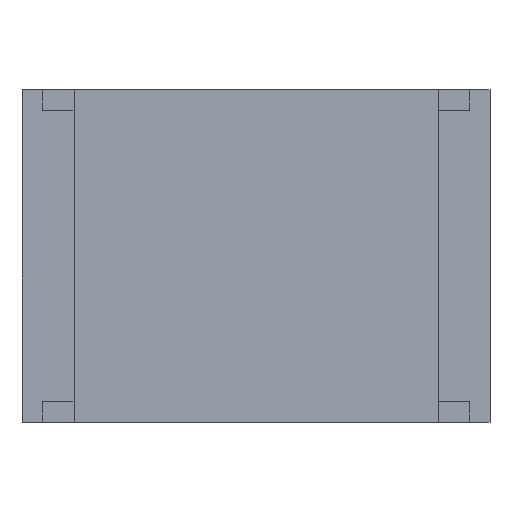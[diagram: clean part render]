
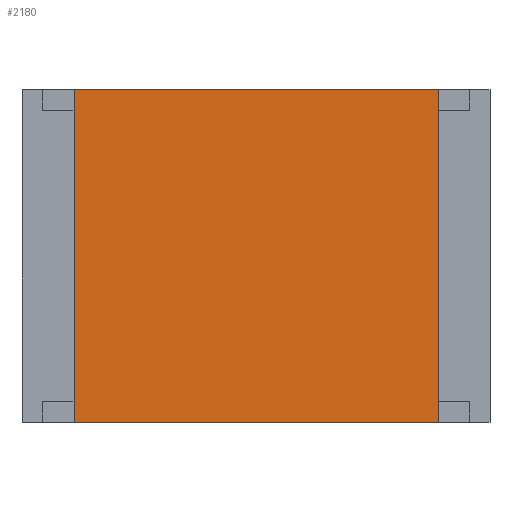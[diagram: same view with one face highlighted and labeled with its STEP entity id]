
A CAD part, top view. The second image highlights one B-rep face of the part: STEP entity #2180.
In plain terms, the highlighted planar face has unit normal (0, 0, 1).
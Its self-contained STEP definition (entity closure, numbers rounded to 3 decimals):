
#1991 = VERTEX_POINT('',#1992);
#1992 = CARTESIAN_POINT('',(-1.75,-1.6,0.6));
#1999 = PLANE('',#2000);
#2000 = AXIS2_PLACEMENT_3D('',#2001,#2002,#2003);
#2001 = CARTESIAN_POINT('',(-1.75,-1.6,0.55));
#2002 = DIRECTION('',(1.,0.,0.));
#2003 = DIRECTION('',(0.,0.,1.));
#2011 = PLANE('',#2012);
#2012 = AXIS2_PLACEMENT_3D('',#2013,#2014,#2015);
#2013 = CARTESIAN_POINT('',(-1.75,-1.6,0.55));
#2014 = DIRECTION('',(0.,1.,0.));
#2015 = DIRECTION('',(0.,0.,1.));
#2052 = VERTEX_POINT('',#2053);
#2053 = CARTESIAN_POINT('',(-1.75,1.6,0.6));
#2067 = PLANE('',#2068);
#2068 = AXIS2_PLACEMENT_3D('',#2069,#2070,#2071);
#2069 = CARTESIAN_POINT('',(-1.75,1.6,0.55));
#2070 = DIRECTION('',(0.,1.,0.));
#2071 = DIRECTION('',(0.,0.,1.));
#2079 = EDGE_CURVE('',#1991,#2052,#2080,.T.);
#2080 = SURFACE_CURVE('',#2081,(#2085,#2092),.PCURVE_S1.);
#2081 = LINE('',#2082,#2083);
#2082 = CARTESIAN_POINT('',(-1.75,-1.6,0.6));
#2083 = VECTOR('',#2084,1.);
#2084 = DIRECTION('',(0.,1.,0.));
#2085 = PCURVE('',#1999,#2086);
#2086 = DEFINITIONAL_REPRESENTATION('',(#2087),#2091);
#2087 = LINE('',#2088,#2089);
#2088 = CARTESIAN_POINT('',(0.05,0.));
#2089 = VECTOR('',#2090,1.);
#2090 = DIRECTION('',(0.,-1.));
#2091 = ( GEOMETRIC_REPRESENTATION_CONTEXT(2) 
PARAMETRIC_REPRESENTATION_CONTEXT() REPRESENTATION_CONTEXT('2D SPACE',''
  ) );
#2092 = PCURVE('',#2093,#2098);
#2093 = PLANE('',#2094);
#2094 = AXIS2_PLACEMENT_3D('',#2095,#2096,#2097);
#2095 = CARTESIAN_POINT('',(-1.75,-1.6,0.6));
#2096 = DIRECTION('',(0.,0.,1.));
#2097 = DIRECTION('',(1.,0.,0.));
#2098 = DEFINITIONAL_REPRESENTATION('',(#2099),#2103);
#2099 = LINE('',#2100,#2101);
#2100 = CARTESIAN_POINT('',(0.,0.));
#2101 = VECTOR('',#2102,1.);
#2102 = DIRECTION('',(0.,1.));
#2103 = ( GEOMETRIC_REPRESENTATION_CONTEXT(2) 
PARAMETRIC_REPRESENTATION_CONTEXT() REPRESENTATION_CONTEXT('2D SPACE',''
  ) );
#2132 = EDGE_CURVE('',#1991,#2133,#2135,.T.);
#2133 = VERTEX_POINT('',#2134);
#2134 = CARTESIAN_POINT('',(1.75,-1.6,0.6));
#2135 = SURFACE_CURVE('',#2136,(#2140,#2147),.PCURVE_S1.);
#2136 = LINE('',#2137,#2138);
#2137 = CARTESIAN_POINT('',(-1.75,-1.6,0.6));
#2138 = VECTOR('',#2139,1.);
#2139 = DIRECTION('',(1.,0.,0.));
#2140 = PCURVE('',#2011,#2141);
#2141 = DEFINITIONAL_REPRESENTATION('',(#2142),#2146);
#2142 = LINE('',#2143,#2144);
#2143 = CARTESIAN_POINT('',(0.05,0.));
#2144 = VECTOR('',#2145,1.);
#2145 = DIRECTION('',(0.,1.));
#2146 = ( GEOMETRIC_REPRESENTATION_CONTEXT(2) 
PARAMETRIC_REPRESENTATION_CONTEXT() REPRESENTATION_CONTEXT('2D SPACE',''
  ) );
#2147 = PCURVE('',#2093,#2148);
#2148 = DEFINITIONAL_REPRESENTATION('',(#2149),#2153);
#2149 = LINE('',#2150,#2151);
#2150 = CARTESIAN_POINT('',(0.,0.));
#2151 = VECTOR('',#2152,1.);
#2152 = DIRECTION('',(1.,0.));
#2153 = ( GEOMETRIC_REPRESENTATION_CONTEXT(2) 
PARAMETRIC_REPRESENTATION_CONTEXT() REPRESENTATION_CONTEXT('2D SPACE',''
  ) );
#2169 = PLANE('',#2170);
#2170 = AXIS2_PLACEMENT_3D('',#2171,#2172,#2173);
#2171 = CARTESIAN_POINT('',(1.75,-1.6,0.55));
#2172 = DIRECTION('',(1.,0.,0.));
#2173 = DIRECTION('',(0.,0.,1.));
#2180 = ADVANCED_FACE('',(#2181),#2093,.T.);
#2181 = FACE_BOUND('',#2182,.T.);
#2182 = EDGE_LOOP('',(#2183,#2184,#2185,#2208));
#2183 = ORIENTED_EDGE('',*,*,#2079,.F.);
#2184 = ORIENTED_EDGE('',*,*,#2132,.T.);
#2185 = ORIENTED_EDGE('',*,*,#2186,.T.);
#2186 = EDGE_CURVE('',#2133,#2187,#2189,.T.);
#2187 = VERTEX_POINT('',#2188);
#2188 = CARTESIAN_POINT('',(1.75,1.6,0.6));
#2189 = SURFACE_CURVE('',#2190,(#2194,#2201),.PCURVE_S1.);
#2190 = LINE('',#2191,#2192);
#2191 = CARTESIAN_POINT('',(1.75,-1.6,0.6));
#2192 = VECTOR('',#2193,1.);
#2193 = DIRECTION('',(0.,1.,0.));
#2194 = PCURVE('',#2093,#2195);
#2195 = DEFINITIONAL_REPRESENTATION('',(#2196),#2200);
#2196 = LINE('',#2197,#2198);
#2197 = CARTESIAN_POINT('',(3.5,0.));
#2198 = VECTOR('',#2199,1.);
#2199 = DIRECTION('',(0.,1.));
#2200 = ( GEOMETRIC_REPRESENTATION_CONTEXT(2) 
PARAMETRIC_REPRESENTATION_CONTEXT() REPRESENTATION_CONTEXT('2D SPACE',''
  ) );
#2201 = PCURVE('',#2169,#2202);
#2202 = DEFINITIONAL_REPRESENTATION('',(#2203),#2207);
#2203 = LINE('',#2204,#2205);
#2204 = CARTESIAN_POINT('',(0.05,0.));
#2205 = VECTOR('',#2206,1.);
#2206 = DIRECTION('',(0.,-1.));
#2207 = ( GEOMETRIC_REPRESENTATION_CONTEXT(2) 
PARAMETRIC_REPRESENTATION_CONTEXT() REPRESENTATION_CONTEXT('2D SPACE',''
  ) );
#2208 = ORIENTED_EDGE('',*,*,#2209,.F.);
#2209 = EDGE_CURVE('',#2052,#2187,#2210,.T.);
#2210 = SURFACE_CURVE('',#2211,(#2215,#2222),.PCURVE_S1.);
#2211 = LINE('',#2212,#2213);
#2212 = CARTESIAN_POINT('',(-1.75,1.6,0.6));
#2213 = VECTOR('',#2214,1.);
#2214 = DIRECTION('',(1.,0.,0.));
#2215 = PCURVE('',#2093,#2216);
#2216 = DEFINITIONAL_REPRESENTATION('',(#2217),#2221);
#2217 = LINE('',#2218,#2219);
#2218 = CARTESIAN_POINT('',(0.,3.2));
#2219 = VECTOR('',#2220,1.);
#2220 = DIRECTION('',(1.,0.));
#2221 = ( GEOMETRIC_REPRESENTATION_CONTEXT(2) 
PARAMETRIC_REPRESENTATION_CONTEXT() REPRESENTATION_CONTEXT('2D SPACE',''
  ) );
#2222 = PCURVE('',#2067,#2223);
#2223 = DEFINITIONAL_REPRESENTATION('',(#2224),#2228);
#2224 = LINE('',#2225,#2226);
#2225 = CARTESIAN_POINT('',(0.05,0.));
#2226 = VECTOR('',#2227,1.);
#2227 = DIRECTION('',(0.,1.));
#2228 = ( GEOMETRIC_REPRESENTATION_CONTEXT(2) 
PARAMETRIC_REPRESENTATION_CONTEXT() REPRESENTATION_CONTEXT('2D SPACE',''
  ) );
